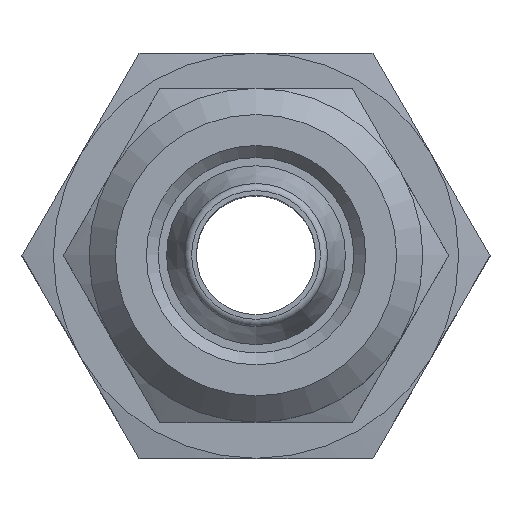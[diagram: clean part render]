
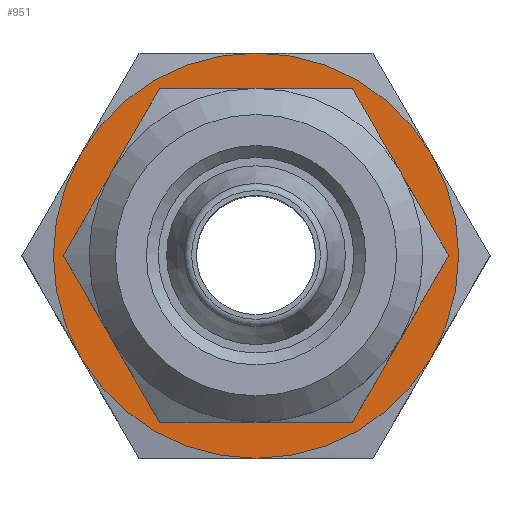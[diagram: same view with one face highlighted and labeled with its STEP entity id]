
A CAD part, top view. The second image highlights one B-rep face of the part: STEP entity #951.
In plain terms, the highlighted planar face has unit normal (0, 0, 1).
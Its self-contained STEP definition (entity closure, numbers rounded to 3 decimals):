
#89=FACE_BOUND('',#204,.T.);
#96=PLANE('',#1108);
#138=FACE_OUTER_BOUND('',#203,.T.);
#203=EDGE_LOOP('',(#722,#723,#724,#725,#726,#727));
#204=EDGE_LOOP('',(#728,#729));
#303=CIRCLE('',#1047,6.);
#304=CIRCLE('',#1048,6.);
#328=CIRCLE('',#1081,8.5);
#329=CIRCLE('',#1083,8.5);
#330=CIRCLE('',#1085,8.5);
#331=CIRCLE('',#1087,8.5);
#332=CIRCLE('',#1089,8.5);
#333=CIRCLE('',#1091,8.5);
#371=VERTEX_POINT('',#1484);
#372=VERTEX_POINT('',#1485);
#396=VERTEX_POINT('',#1549);
#397=VERTEX_POINT('',#1553);
#399=VERTEX_POINT('',#1560);
#401=VERTEX_POINT('',#1570);
#403=VERTEX_POINT('',#1583);
#405=VERTEX_POINT('',#1593);
#463=EDGE_CURVE('',#371,#372,#303,.T.);
#465=EDGE_CURVE('',#372,#371,#304,.T.);
#496=EDGE_CURVE('',#396,#397,#328,.T.);
#499=EDGE_CURVE('',#399,#396,#329,.T.);
#502=EDGE_CURVE('',#401,#399,#330,.T.);
#504=EDGE_CURVE('',#403,#401,#331,.T.);
#507=EDGE_CURVE('',#405,#403,#332,.T.);
#510=EDGE_CURVE('',#397,#405,#333,.T.);
#722=ORIENTED_EDGE('',*,*,#510,.T.);
#723=ORIENTED_EDGE('',*,*,#507,.T.);
#724=ORIENTED_EDGE('',*,*,#504,.T.);
#725=ORIENTED_EDGE('',*,*,#502,.T.);
#726=ORIENTED_EDGE('',*,*,#499,.T.);
#727=ORIENTED_EDGE('',*,*,#496,.T.);
#728=ORIENTED_EDGE('',*,*,#463,.F.);
#729=ORIENTED_EDGE('',*,*,#465,.F.);
#951=ADVANCED_FACE('',(#138,#89),#96,.F.);
#1047=AXIS2_PLACEMENT_3D('',#1486,#1192,#1193);
#1048=AXIS2_PLACEMENT_3D('',#1488,#1195,#1196);
#1081=AXIS2_PLACEMENT_3D('',#1557,#1266,#1267);
#1083=AXIS2_PLACEMENT_3D('',#1567,#1270,#1271);
#1085=AXIS2_PLACEMENT_3D('',#1577,#1274,#1275);
#1087=AXIS2_PLACEMENT_3D('',#1584,#1278,#1279);
#1089=AXIS2_PLACEMENT_3D('',#1594,#1282,#1283);
#1091=AXIS2_PLACEMENT_3D('',#1603,#1286,#1287);
#1108=AXIS2_PLACEMENT_3D('',#1674,#1323,#1324);
#1192=DIRECTION('center_axis',(0.,0.,1.));
#1193=DIRECTION('ref_axis',(0.,1.,0.));
#1195=DIRECTION('center_axis',(0.,0.,1.));
#1196=DIRECTION('ref_axis',(0.,1.,0.));
#1266=DIRECTION('center_axis',(0.,0.,1.));
#1267=DIRECTION('ref_axis',(0.,1.,0.));
#1270=DIRECTION('center_axis',(0.,0.,1.));
#1271=DIRECTION('ref_axis',(0.,1.,0.));
#1274=DIRECTION('center_axis',(0.,0.,1.));
#1275=DIRECTION('ref_axis',(0.,1.,0.));
#1278=DIRECTION('center_axis',(0.,0.,1.));
#1279=DIRECTION('ref_axis',(0.,1.,0.));
#1282=DIRECTION('center_axis',(0.,0.,1.));
#1283=DIRECTION('ref_axis',(0.,1.,0.));
#1286=DIRECTION('center_axis',(0.,0.,1.));
#1287=DIRECTION('ref_axis',(0.,1.,0.));
#1323=DIRECTION('center_axis',(0.,0.,-1.));
#1324=DIRECTION('ref_axis',(-1.,0.,0.));
#1484=CARTESIAN_POINT('',(0.,6.,15.));
#1485=CARTESIAN_POINT('',(0.,-6.,15.));
#1486=CARTESIAN_POINT('Origin',(0.,0.,15.));
#1488=CARTESIAN_POINT('Origin',(0.,0.,15.));
#1549=CARTESIAN_POINT('',(7.361,4.25,15.));
#1553=CARTESIAN_POINT('',(0.,8.5,15.));
#1557=CARTESIAN_POINT('Origin',(0.,0.,15.));
#1560=CARTESIAN_POINT('',(7.361,-4.25,15.));
#1567=CARTESIAN_POINT('Origin',(0.,0.,15.));
#1570=CARTESIAN_POINT('',(0.,-8.5,15.));
#1577=CARTESIAN_POINT('Origin',(0.,0.,15.));
#1583=CARTESIAN_POINT('',(-7.361,-4.25,15.));
#1584=CARTESIAN_POINT('Origin',(0.,0.,15.));
#1593=CARTESIAN_POINT('',(-7.361,4.25,15.));
#1594=CARTESIAN_POINT('Origin',(0.,0.,15.));
#1603=CARTESIAN_POINT('Origin',(0.,0.,15.));
#1674=CARTESIAN_POINT('Origin',(0.,7.25,15.));
